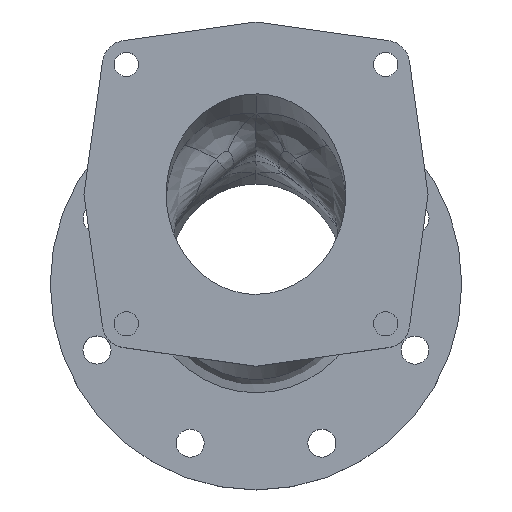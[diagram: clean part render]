
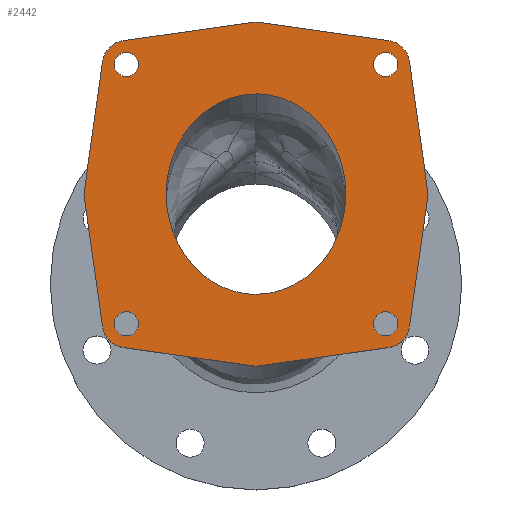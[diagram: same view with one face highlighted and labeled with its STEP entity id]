
A CAD part, top view. The second image highlights one B-rep face of the part: STEP entity #2442.
In plain terms, the highlighted planar face has unit normal (0, 0, 1).
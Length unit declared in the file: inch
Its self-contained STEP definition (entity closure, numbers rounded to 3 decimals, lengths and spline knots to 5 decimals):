
#215=CARTESIAN_POINT('',(2.16126,2.16126,0.781));
#216=DIRECTION('',(0.,0.,1.));
#217=DIRECTION('',(0.99,0.139,0.));
#218=AXIS2_PLACEMENT_3D('',#215,#216,#217);
#220=DIRECTION('',(-0.139,0.99,0.));
#221=VECTOR('',#220,2.23956);
#222=CARTESIAN_POINT('',(2.875,0.,0.781));
#223=LINE('',#222,#221);
#224=DIRECTION('',(0.139,0.99,0.));
#225=VECTOR('',#224,2.23956);
#226=CARTESIAN_POINT('',(2.56331,-2.21777,0.781));
#227=LINE('',#226,#225);
#228=CARTESIAN_POINT('',(2.16126,-2.16126,0.781));
#229=DIRECTION('',(0.,0.,1.));
#230=DIRECTION('',(0.139,-0.99,0.));
#231=AXIS2_PLACEMENT_3D('',#228,#229,#230);
#233=DIRECTION('',(0.99,0.139,0.));
#234=VECTOR('',#233,2.23956);
#235=CARTESIAN_POINT('',(0.,-2.875,0.781));
#236=LINE('',#235,#234);
#237=DIRECTION('',(0.99,-0.139,0.));
#238=VECTOR('',#237,2.23956);
#239=CARTESIAN_POINT('',(-2.21777,-2.56331,0.781));
#240=LINE('',#239,#238);
#241=CARTESIAN_POINT('',(-2.16126,-2.16126,0.781));
#242=DIRECTION('',(0.,0.,1.));
#243=DIRECTION('',(-0.99,-0.139,0.));
#244=AXIS2_PLACEMENT_3D('',#241,#242,#243);
#246=DIRECTION('',(0.139,-0.99,0.));
#247=VECTOR('',#246,2.23956);
#248=CARTESIAN_POINT('',(-2.875,0.,0.781));
#249=LINE('',#248,#247);
#250=DIRECTION('',(-0.139,-0.99,0.));
#251=VECTOR('',#250,2.23956);
#252=CARTESIAN_POINT('',(-2.56331,2.21777,0.781));
#253=LINE('',#252,#251);
#254=CARTESIAN_POINT('',(-2.16126,2.16126,0.781));
#255=DIRECTION('',(0.,0.,1.));
#256=DIRECTION('',(-0.139,0.99,0.));
#257=AXIS2_PLACEMENT_3D('',#254,#255,#256);
#259=DIRECTION('',(-0.99,-0.139,0.));
#260=VECTOR('',#259,2.23956);
#261=CARTESIAN_POINT('',(0.,2.875,0.781));
#262=LINE('',#261,#260);
#263=DIRECTION('',(-0.99,0.139,0.));
#264=VECTOR('',#263,2.23956);
#265=CARTESIAN_POINT('',(2.21777,2.56331,0.781));
#266=LINE('',#265,#264);
#267=CARTESIAN_POINT('',(0.,-1.67363,0.781));
#268=CARTESIAN_POINT('',(0.17678,-1.67363,0.781));
#269=CARTESIAN_POINT('',(0.55884,-1.60218,0.781));
#270=CARTESIAN_POINT('',(1.00292,-1.2826,0.781));
#271=CARTESIAN_POINT('',(1.26495,-0.9212,0.781));
#272=CARTESIAN_POINT('',(1.40471,-0.61793,0.781));
#273=CARTESIAN_POINT('',(1.47102,-0.35585,0.781));
#274=CARTESIAN_POINT('',(1.49609,-0.14951,0.781));
#275=CARTESIAN_POINT('',(1.50196,0.,0.781));
#276=CARTESIAN_POINT('',(1.49609,0.14951,0.781));
#277=CARTESIAN_POINT('',(1.47102,0.35585,0.781));
#278=CARTESIAN_POINT('',(1.40471,0.61793,0.781));
#279=CARTESIAN_POINT('',(1.26495,0.9212,0.781));
#280=CARTESIAN_POINT('',(1.00292,1.2826,0.781));
#281=CARTESIAN_POINT('',(0.55884,1.60218,0.781));
#282=CARTESIAN_POINT('',(0.17678,1.67363,0.781));
#283=CARTESIAN_POINT('',(0.,1.67363,0.781));
#285=CARTESIAN_POINT('',(0.,1.67363,0.781));
#286=CARTESIAN_POINT('',(-0.17678,1.67363,0.781));
#287=CARTESIAN_POINT('',(-0.55884,1.60218,0.781));
#288=CARTESIAN_POINT('',(-1.00292,1.2826,0.781));
#289=CARTESIAN_POINT('',(-1.26495,0.9212,0.781));
#290=CARTESIAN_POINT('',(-1.40471,0.61793,0.781));
#291=CARTESIAN_POINT('',(-1.47102,0.35585,0.781));
#292=CARTESIAN_POINT('',(-1.49609,0.14951,0.781));
#293=CARTESIAN_POINT('',(-1.50196,0.,0.781));
#294=CARTESIAN_POINT('',(-1.49609,-0.14951,0.781));
#295=CARTESIAN_POINT('',(-1.47102,-0.35585,0.781));
#296=CARTESIAN_POINT('',(-1.40471,-0.61793,0.781));
#297=CARTESIAN_POINT('',(-1.26495,-0.9212,0.781));
#298=CARTESIAN_POINT('',(-1.00292,-1.2826,0.781));
#299=CARTESIAN_POINT('',(-0.55884,-1.60218,0.781));
#300=CARTESIAN_POINT('',(-0.17678,-1.67363,0.781));
#301=CARTESIAN_POINT('',(0.,-1.67363,0.781));
#303=CARTESIAN_POINT('',(-2.16551,2.16551,0.781));
#304=DIRECTION('',(0.,0.,-1.));
#305=DIRECTION('',(-1.,0.,0.));
#306=AXIS2_PLACEMENT_3D('',#303,#304,#305);
#308=CARTESIAN_POINT('',(-2.16551,2.16551,0.781));
#309=DIRECTION('',(0.,0.,-1.));
#310=DIRECTION('',(1.,0.,0.));
#311=AXIS2_PLACEMENT_3D('',#308,#309,#310);
#313=CARTESIAN_POINT('',(2.16551,2.16551,0.781));
#314=DIRECTION('',(0.,0.,-1.));
#315=DIRECTION('',(0.,1.,0.));
#316=AXIS2_PLACEMENT_3D('',#313,#314,#315);
#318=CARTESIAN_POINT('',(2.16551,2.16551,0.781));
#319=DIRECTION('',(0.,0.,-1.));
#320=DIRECTION('',(0.,-1.,0.));
#321=AXIS2_PLACEMENT_3D('',#318,#319,#320);
#323=CARTESIAN_POINT('',(2.16551,-2.16551,0.781));
#324=DIRECTION('',(0.,0.,-1.));
#325=DIRECTION('',(1.,0.,0.));
#326=AXIS2_PLACEMENT_3D('',#323,#324,#325);
#328=CARTESIAN_POINT('',(2.16551,-2.16551,0.781));
#329=DIRECTION('',(0.,0.,-1.));
#330=DIRECTION('',(-1.,0.,0.));
#331=AXIS2_PLACEMENT_3D('',#328,#329,#330);
#333=CARTESIAN_POINT('',(-2.16551,-2.16551,0.781));
#334=DIRECTION('',(0.,0.,-1.));
#335=DIRECTION('',(0.,-1.,0.));
#336=AXIS2_PLACEMENT_3D('',#333,#334,#335);
#338=CARTESIAN_POINT('',(-2.16551,-2.16551,0.781));
#339=DIRECTION('',(0.,0.,-1.));
#340=DIRECTION('',(0.,1.,0.));
#341=AXIS2_PLACEMENT_3D('',#338,#339,#340);
#1920=CARTESIAN_POINT('',(0.,2.875,0.781));
#1922=VERTEX_POINT('',#1920);
#1924=CARTESIAN_POINT('',(-2.875,0.,0.781));
#1926=VERTEX_POINT('',#1924);
#1928=CARTESIAN_POINT('',(0.,-2.875,0.781));
#1930=VERTEX_POINT('',#1928);
#1932=CARTESIAN_POINT('',(2.875,0.,0.781));
#1934=VERTEX_POINT('',#1932);
#1939=CARTESIAN_POINT('',(2.56331,2.21777,0.781));
#1940=VERTEX_POINT('',#1939);
#1941=CARTESIAN_POINT('',(2.21777,2.56331,0.781));
#1942=VERTEX_POINT('',#1941);
#1947=CARTESIAN_POINT('',(2.21777,-2.56331,0.781));
#1948=VERTEX_POINT('',#1947);
#1949=CARTESIAN_POINT('',(2.56331,-2.21777,0.781));
#1950=VERTEX_POINT('',#1949);
#1955=CARTESIAN_POINT('',(-2.21777,2.56331,0.781));
#1956=VERTEX_POINT('',#1955);
#1957=CARTESIAN_POINT('',(-2.56331,2.21777,0.781));
#1958=VERTEX_POINT('',#1957);
#1963=CARTESIAN_POINT('',(-2.56331,-2.21777,0.781));
#1964=VERTEX_POINT('',#1963);
#1965=CARTESIAN_POINT('',(-2.21777,-2.56331,0.781));
#1966=VERTEX_POINT('',#1965);
#1975=VERTEX_POINT('',#267);
#1976=VERTEX_POINT('',#283);
#1983=CARTESIAN_POINT('',(-2.36851,2.16551,0.781));
#1984=CARTESIAN_POINT('',(-1.96251,2.16551,0.781));
#1985=VERTEX_POINT('',#1983);
#1986=VERTEX_POINT('',#1984);
#1991=CARTESIAN_POINT('',(2.16551,2.36851,0.781));
#1992=CARTESIAN_POINT('',(2.16551,1.96251,0.781));
#1993=VERTEX_POINT('',#1991);
#1994=VERTEX_POINT('',#1992);
#1999=CARTESIAN_POINT('',(2.36851,-2.16551,0.781));
#2000=CARTESIAN_POINT('',(1.96251,-2.16551,0.781));
#2001=VERTEX_POINT('',#1999);
#2002=VERTEX_POINT('',#2000);
#2007=CARTESIAN_POINT('',(-2.16551,-2.36851,0.781));
#2008=CARTESIAN_POINT('',(-2.16551,-1.96251,0.781));
#2009=VERTEX_POINT('',#2007);
#2010=VERTEX_POINT('',#2008);
#2393=CARTESIAN_POINT('',(0.,0.,0.781));
#2394=DIRECTION('',(0.,0.,1.));
#2395=DIRECTION('',(1.,0.,0.));
#2396=AXIS2_PLACEMENT_3D('',#2393,#2394,#2395);
#2397=PLANE('',#2396);
#2398=ORIENTED_EDGE('',*,*,#2233,.F.);
#2399=ORIENTED_EDGE('',*,*,#2249,.F.);
#2400=ORIENTED_EDGE('',*,*,#2261,.F.);
#2401=ORIENTED_EDGE('',*,*,#2276,.F.);
#2402=ORIENTED_EDGE('',*,*,#2291,.F.);
#2403=ORIENTED_EDGE('',*,*,#2303,.F.);
#2404=ORIENTED_EDGE('',*,*,#2318,.F.);
#2405=ORIENTED_EDGE('',*,*,#2333,.F.);
#2406=ORIENTED_EDGE('',*,*,#2345,.F.);
#2407=ORIENTED_EDGE('',*,*,#2360,.F.);
#2408=ORIENTED_EDGE('',*,*,#2375,.F.);
#2409=ORIENTED_EDGE('',*,*,#2386,.F.);
#2410=EDGE_LOOP('',(#2398,#2399,#2400,#2401,#2402,#2403,#2404,#2405,#2406,#2407,
#2408,#2409));
#2411=FACE_OUTER_BOUND('',#2410,.F.);
#2413=ORIENTED_EDGE('',*,*,#2412,.T.);
#2415=ORIENTED_EDGE('',*,*,#2414,.T.);
#2416=EDGE_LOOP('',(#2413,#2415));
#2417=FACE_BOUND('',#2416,.F.);
#2419=ORIENTED_EDGE('',*,*,#2418,.F.);
#2421=ORIENTED_EDGE('',*,*,#2420,.F.);
#2422=EDGE_LOOP('',(#2419,#2421));
#2423=FACE_BOUND('',#2422,.F.);
#2425=ORIENTED_EDGE('',*,*,#2424,.F.);
#2427=ORIENTED_EDGE('',*,*,#2426,.F.);
#2428=EDGE_LOOP('',(#2425,#2427));
#2429=FACE_BOUND('',#2428,.F.);
#2431=ORIENTED_EDGE('',*,*,#2430,.F.);
#2433=ORIENTED_EDGE('',*,*,#2432,.F.);
#2434=EDGE_LOOP('',(#2431,#2433));
#2435=FACE_BOUND('',#2434,.F.);
#2437=ORIENTED_EDGE('',*,*,#2436,.F.);
#2439=ORIENTED_EDGE('',*,*,#2438,.F.);
#2440=EDGE_LOOP('',(#2437,#2439));
#2441=FACE_BOUND('',#2440,.F.);
#219=CIRCLE('',#218,0.406);
#232=CIRCLE('',#231,0.406);
#245=CIRCLE('',#244,0.406);
#258=CIRCLE('',#257,0.406);
#284=B_SPLINE_CURVE_WITH_KNOTS('',3,(#267,#268,#269,#270,#271,#272,#273,#274,
#275,#276,#277,#278,#279,#280,#281,#282,#283),.UNSPECIFIED.,.F.,.F.,(4,1,1,1,1,
1,1,1,1,1,1,1,1,1,4),(0.,0.125,0.25,0.3125,0.375,0.4375,0.46875,
0.5,0.53125,0.5625,0.625,0.6875,0.75,0.875,1.),.UNSPECIFIED.);
#302=B_SPLINE_CURVE_WITH_KNOTS('',3,(#285,#286,#287,#288,#289,#290,#291,#292,
#293,#294,#295,#296,#297,#298,#299,#300,#301),.UNSPECIFIED.,.F.,.F.,(4,1,1,1,1,
1,1,1,1,1,1,1,1,1,4),(0.,0.125,0.25,0.3125,0.375,0.4375,0.46875,
0.5,0.53125,0.5625,0.625,0.6875,0.75,0.875,1.),.UNSPECIFIED.);
#307=CIRCLE('',#306,0.203);
#312=CIRCLE('',#311,0.203);
#317=CIRCLE('',#316,0.203);
#322=CIRCLE('',#321,0.203);
#327=CIRCLE('',#326,0.203);
#332=CIRCLE('',#331,0.203);
#337=CIRCLE('',#336,0.203);
#342=CIRCLE('',#341,0.203);
#2233=EDGE_CURVE('',#1940,#1942,#219,.T.);
#2249=EDGE_CURVE('',#1934,#1940,#223,.T.);
#2261=EDGE_CURVE('',#1950,#1934,#227,.T.);
#2276=EDGE_CURVE('',#1948,#1950,#232,.T.);
#2291=EDGE_CURVE('',#1930,#1948,#236,.T.);
#2303=EDGE_CURVE('',#1966,#1930,#240,.T.);
#2318=EDGE_CURVE('',#1964,#1966,#245,.T.);
#2333=EDGE_CURVE('',#1926,#1964,#249,.T.);
#2345=EDGE_CURVE('',#1958,#1926,#253,.T.);
#2360=EDGE_CURVE('',#1956,#1958,#258,.T.);
#2375=EDGE_CURVE('',#1922,#1956,#262,.T.);
#2386=EDGE_CURVE('',#1942,#1922,#266,.T.);
#2412=EDGE_CURVE('',#1975,#1976,#284,.T.);
#2414=EDGE_CURVE('',#1976,#1975,#302,.T.);
#2418=EDGE_CURVE('',#1985,#1986,#307,.T.);
#2420=EDGE_CURVE('',#1986,#1985,#312,.T.);
#2424=EDGE_CURVE('',#1993,#1994,#317,.T.);
#2426=EDGE_CURVE('',#1994,#1993,#322,.T.);
#2430=EDGE_CURVE('',#2001,#2002,#327,.T.);
#2432=EDGE_CURVE('',#2002,#2001,#332,.T.);
#2436=EDGE_CURVE('',#2009,#2010,#337,.T.);
#2438=EDGE_CURVE('',#2010,#2009,#342,.T.);
#2442=ADVANCED_FACE('',(#2411,#2417,#2423,#2429,#2435,#2441),#2397,.T.);
